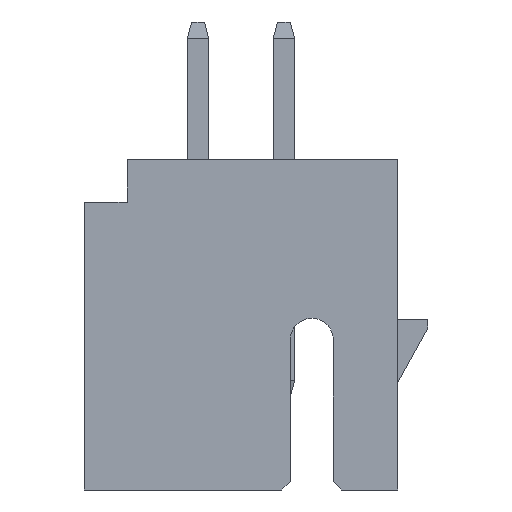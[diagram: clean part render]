
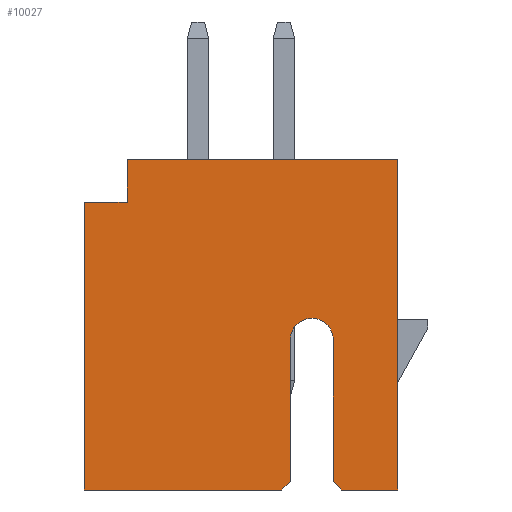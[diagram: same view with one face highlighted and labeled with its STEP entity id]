
A CAD part, left-side view. The second image highlights one B-rep face of the part: STEP entity #10027.
In plain terms, the highlighted planar face has unit normal (-1, 0, 0).
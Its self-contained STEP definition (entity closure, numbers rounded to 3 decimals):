
#292 = VERTEX_POINT ( 'NONE', #20015 ) ;
#585 = EDGE_CURVE ( 'NONE', #20379, #18728, #1955, .T. ) ;
#622 = LINE ( 'NONE', #3661, #5517 ) ;
#664 = CARTESIAN_POINT ( 'NONE',  ( -10., -3.65, 0. ) ) ;
#679 = LINE ( 'NONE', #13443, #18858 ) ;
#919 = CARTESIAN_POINT ( 'NONE',  ( -10., -3.65, 7.7 ) ) ;
#930 = CARTESIAN_POINT ( 'NONE',  ( -10., -1.15, 0.2 ) ) ;
#1048 = DIRECTION ( 'NONE',  ( 0., -1., 0. ) ) ;
#1531 = VECTOR ( 'NONE', #18307, 1000. ) ;
#1560 = EDGE_LOOP ( 'NONE', ( #14551, #7030, #15306, #11550, #5047, #19591, #4044, #19800, #6668, #16953, #16440, #8687 ) ) ;
#1802 = VERTEX_POINT ( 'NONE', #4042 ) ;
#1906 = DIRECTION ( 'NONE',  ( 1., 0., 0. ) ) ;
#1955 = LINE ( 'NONE', #8320, #4765 ) ;
#2190 = VERTEX_POINT ( 'NONE', #664 ) ;
#3024 = VECTOR ( 'NONE', #1048, 1000. ) ;
#3064 = DIRECTION ( 'NONE',  ( 0., 0., 1. ) ) ;
#3469 = CARTESIAN_POINT ( 'NONE',  ( -10., -3.65, 7.7 ) ) ;
#3661 = CARTESIAN_POINT ( 'NONE',  ( -10., 3.65, 6.7 ) ) ;
#3871 = CARTESIAN_POINT ( 'NONE',  ( -10., 3.65, 0. ) ) ;
#3877 = CIRCLE ( 'NONE', #4208, 0.5 ) ;
#3954 = CARTESIAN_POINT ( 'NONE',  ( -10., 3.65, 6.7 ) ) ;
#4042 = CARTESIAN_POINT ( 'NONE',  ( -10., 2.65, 7.7 ) ) ;
#4044 = ORIENTED_EDGE ( 'NONE', *, *, #18179, .T. ) ;
#4208 = AXIS2_PLACEMENT_3D ( 'NONE', #6794, #16344, #18117 ) ;
#4415 = CARTESIAN_POINT ( 'NONE',  ( -10., -1.15, 3.5 ) ) ;
#4688 = CARTESIAN_POINT ( 'NONE',  ( -10., -1.15, 0. ) ) ;
#4745 = LINE ( 'NONE', #14584, #5178 ) ;
#4765 = VECTOR ( 'NONE', #14713, 1000. ) ;
#5030 = FACE_OUTER_BOUND ( 'NONE', #1560, .T. ) ;
#5047 = ORIENTED_EDGE ( 'NONE', *, *, #8097, .F. ) ;
#5143 = AXIS2_PLACEMENT_3D ( 'NONE', #3469, #1906, #8270 ) ;
#5178 = VECTOR ( 'NONE', #9751, 1000. ) ;
#5517 = VECTOR ( 'NONE', #13074, 1000. ) ;
#5555 = EDGE_CURVE ( 'NONE', #1802, #8828, #16668, .T. ) ;
#6668 = ORIENTED_EDGE ( 'NONE', *, *, #5555, .F. ) ;
#6794 = CARTESIAN_POINT ( 'NONE',  ( -10., -1.65, 3.5 ) ) ;
#6947 = EDGE_CURVE ( 'NONE', #18728, #16601, #679, .T. ) ;
#7030 = ORIENTED_EDGE ( 'NONE', *, *, #6947, .T. ) ;
#7060 = CARTESIAN_POINT ( 'NONE',  ( -10., -3.65, 7.7 ) ) ;
#7153 = DIRECTION ( 'NONE',  ( 0., 0., -1. ) ) ;
#7628 = LINE ( 'NONE', #4688, #18211 ) ;
#8097 = EDGE_CURVE ( 'NONE', #16679, #292, #13894, .T. ) ;
#8270 = DIRECTION ( 'NONE',  ( 0., 0., -1. ) ) ;
#8283 = VERTEX_POINT ( 'NONE', #14492 ) ;
#8320 = CARTESIAN_POINT ( 'NONE',  ( -10., -3.65, 0. ) ) ;
#8687 = ORIENTED_EDGE ( 'NONE', *, *, #17416, .T. ) ;
#8828 = VERTEX_POINT ( 'NONE', #7060 ) ;
#9168 = DIRECTION ( 'NONE',  ( 0., 0., 1. ) ) ;
#9390 = DIRECTION ( 'NONE',  ( 0., 0., -1. ) ) ;
#9510 = VECTOR ( 'NONE', #3064, 1000. ) ;
#9519 = VECTOR ( 'NONE', #9168, 1000. ) ;
#9751 = DIRECTION ( 'NONE',  ( 0., -0.707, -0.707 ) ) ;
#10027 = ADVANCED_FACE ( 'NONE', ( #5030 ), #17816, .F. ) ;
#10240 = LINE ( 'NONE', #919, #12820 ) ;
#10412 = DIRECTION ( 'NONE',  ( 0., -0.707, 0.707 ) ) ;
#11322 = VERTEX_POINT ( 'NONE', #17532 ) ;
#11550 = ORIENTED_EDGE ( 'NONE', *, *, #14418, .T. ) ;
#12820 = VECTOR ( 'NONE', #18404, 1000. ) ;
#13074 = DIRECTION ( 'NONE',  ( 0., -1., 0. ) ) ;
#13443 = CARTESIAN_POINT ( 'NONE',  ( -10., -0.95, 0. ) ) ;
#13894 = LINE ( 'NONE', #20492, #9519 ) ;
#14270 = LINE ( 'NONE', #15955, #9510 ) ;
#14418 = EDGE_CURVE ( 'NONE', #15787, #292, #3877, .T. ) ;
#14492 = CARTESIAN_POINT ( 'NONE',  ( -10., -2.35, 0. ) ) ;
#14551 = ORIENTED_EDGE ( 'NONE', *, *, #585, .T. ) ;
#14584 = CARTESIAN_POINT ( 'NONE',  ( -10., -2.15, 0.2 ) ) ;
#14685 = EDGE_CURVE ( 'NONE', #15787, #16601, #7628, .T. ) ;
#14713 = DIRECTION ( 'NONE',  ( 0., -1., 0. ) ) ;
#14894 = VERTEX_POINT ( 'NONE', #3954 ) ;
#14903 = EDGE_CURVE ( 'NONE', #8828, #2190, #10240, .T. ) ;
#14904 = CARTESIAN_POINT ( 'NONE',  ( -10., 3.65, 7.7 ) ) ;
#15306 = ORIENTED_EDGE ( 'NONE', *, *, #14685, .F. ) ;
#15382 = CARTESIAN_POINT ( 'NONE',  ( -10., -3.65, 7.7 ) ) ;
#15489 = EDGE_CURVE ( 'NONE', #16679, #8283, #4745, .T. ) ;
#15787 = VERTEX_POINT ( 'NONE', #4415 ) ;
#15955 = CARTESIAN_POINT ( 'NONE',  ( -10., 2.65, 7.7 ) ) ;
#16344 = DIRECTION ( 'NONE',  ( 1., 0., 0. ) ) ;
#16440 = ORIENTED_EDGE ( 'NONE', *, *, #19388, .F. ) ;
#16601 = VERTEX_POINT ( 'NONE', #930 ) ;
#16668 = LINE ( 'NONE', #15382, #3024 ) ;
#16679 = VERTEX_POINT ( 'NONE', #17454 ) ;
#16953 = ORIENTED_EDGE ( 'NONE', *, *, #18926, .F. ) ;
#17416 = EDGE_CURVE ( 'NONE', #14894, #20379, #19741, .T. ) ;
#17454 = CARTESIAN_POINT ( 'NONE',  ( -10., -2.15, 0.2 ) ) ;
#17532 = CARTESIAN_POINT ( 'NONE',  ( -10., 2.65, 6.7 ) ) ;
#17816 = PLANE ( 'NONE',  #5143 ) ;
#18087 = LINE ( 'NONE', #19872, #1531 ) ;
#18117 = DIRECTION ( 'NONE',  ( 0., 0., -1. ) ) ;
#18179 = EDGE_CURVE ( 'NONE', #8283, #2190, #18087, .T. ) ;
#18211 = VECTOR ( 'NONE', #9390, 1000. ) ;
#18307 = DIRECTION ( 'NONE',  ( 0., -1., 0. ) ) ;
#18404 = DIRECTION ( 'NONE',  ( 0., 0., -1. ) ) ;
#18602 = CARTESIAN_POINT ( 'NONE',  ( -10., -0.95, 0. ) ) ;
#18728 = VERTEX_POINT ( 'NONE', #18602 ) ;
#18858 = VECTOR ( 'NONE', #10412, 1000. ) ;
#18926 = EDGE_CURVE ( 'NONE', #11322, #1802, #14270, .T. ) ;
#19249 = VECTOR ( 'NONE', #7153, 1000. ) ;
#19388 = EDGE_CURVE ( 'NONE', #14894, #11322, #622, .T. ) ;
#19591 = ORIENTED_EDGE ( 'NONE', *, *, #15489, .T. ) ;
#19741 = LINE ( 'NONE', #14904, #19249 ) ;
#19800 = ORIENTED_EDGE ( 'NONE', *, *, #14903, .F. ) ;
#19872 = CARTESIAN_POINT ( 'NONE',  ( -10., -3.65, 0. ) ) ;
#20015 = CARTESIAN_POINT ( 'NONE',  ( -10., -2.15, 3.5 ) ) ;
#20379 = VERTEX_POINT ( 'NONE', #3871 ) ;
#20492 = CARTESIAN_POINT ( 'NONE',  ( -10., -2.15, 0. ) ) ;
